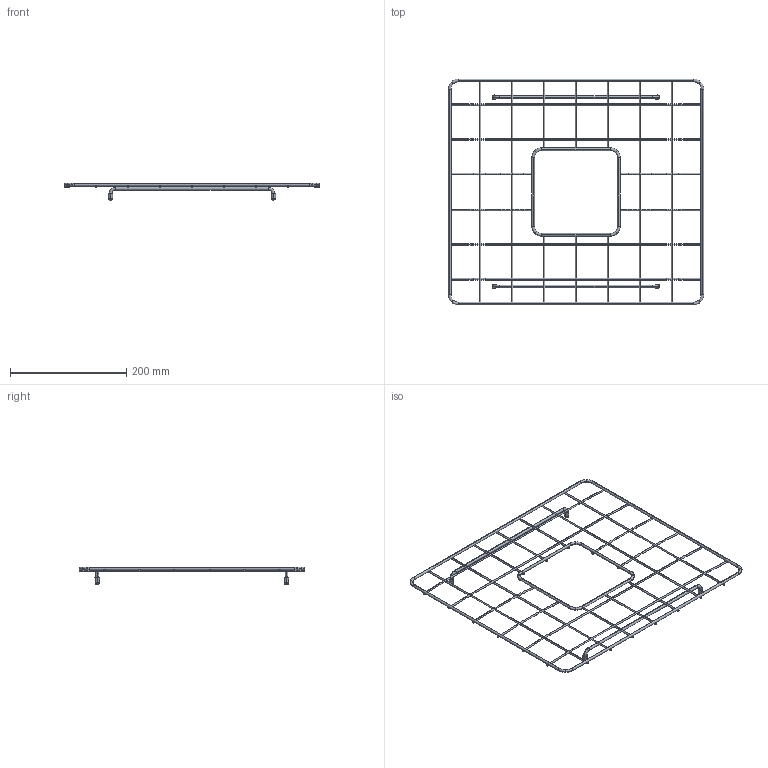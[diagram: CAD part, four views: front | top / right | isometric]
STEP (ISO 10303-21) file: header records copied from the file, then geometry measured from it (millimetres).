
FILE_DESCRIPTION((''),'2;1');
FILE_NAME('2300-2013_ASM','2021-10-13T',('timv'),(''),'CREO PARAMETRIC BY PTC INC, 2015080','CREO PARAMETRIC BY PTC INC, 2015080','');
FILE_SCHEMA(('CONFIG_CONTROL_DESIGN'));
Length unit declared in the file: millimetre
Products named in the file (17): CAN07EC021ES1QS_12; CAN07EC021ES1QS_4; CAN07EC021ES1QS_5; CAN07EC021ES1QS_9; CAN07EC021ES1QS_11; CAN07EC021ES1QS_15; CAN07EC021ES1QS_16; CAN07EC021ES1QS_18; CAN07EC021ES1QS_20; CAN07EC021ES1QS_21; CAN07EC021ES1QS_22; CAN07EC021ES1QS_23; CAN07EC021ES1QS_24; GL-280; CAN07EC021ES1QS_ASM; GLF-100; 2300-2013_ASM
Assembly tree (28 placements, depth 3):
  2300-2013_ASM
    CAN07EC021ES1QS_ASM
      CAN07EC021ES1QS_12
      CAN07EC021ES1QS_4
      CAN07EC021ES1QS_5
      CAN07EC021ES1QS_9
      CAN07EC021ES1QS_11
      CAN07EC021ES1QS_15
      CAN07EC021ES1QS_16
      CAN07EC021ES1QS_18
      CAN07EC021ES1QS_20  x6
      CAN07EC021ES1QS_21
      CAN07EC021ES1QS_22
      CAN07EC021ES1QS_23
      CAN07EC021ES1QS_24  x4
      GL-280  x2
    GLF-100  x4
Bounding box: 439.19 x 388.2 x 30.2 mm (x, y, z)
Volume: 88243.7 mm3; surface area: 92076.2 mm2
Topology: 27 solids, 27 shells, 284 faces, 558 edges, 320 vertices
Faces by surface type: torus 104, cylinder 98, plane 50, cone 24, sphere 8
Entity records: 6123 total; most frequent: DIRECTION 1326, CARTESIAN_POINT 947, ORIENTED_EDGE 852, AXIS2_PLACEMENT_3D 622, EDGE_CURVE 426, CIRCLE 344, VERTEX_POINT 243, EDGE_LOOP 211
